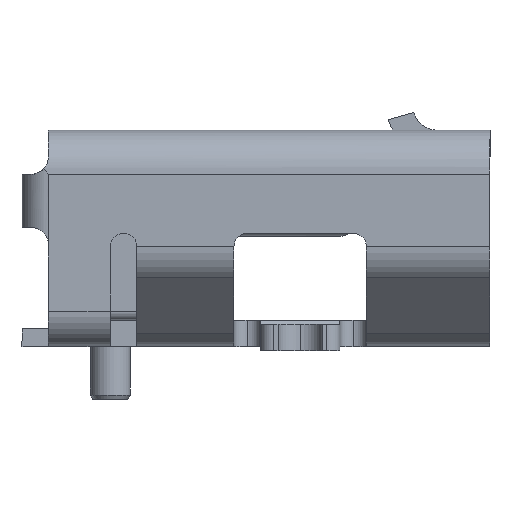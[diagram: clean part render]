
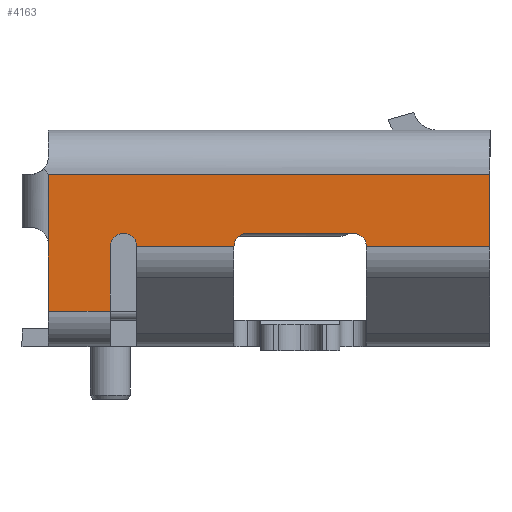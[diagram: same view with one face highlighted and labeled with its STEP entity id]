
A CAD part, left-side view. The second image highlights one B-rep face of the part: STEP entity #4163.
In plain terms, the highlighted planar face has unit normal (-1, 0, 0).
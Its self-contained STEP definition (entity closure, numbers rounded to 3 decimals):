
#242 = VECTOR ( 'NONE', #27104, 1000. ) ;
#248 = LINE ( 'NONE', #21545, #19367 ) ;
#453 = VERTEX_POINT ( 'NONE', #13934 ) ;
#1214 = CIRCLE ( 'NONE', #14040, 0.15 ) ;
#1327 = EDGE_CURVE ( 'NONE', #17117, #19808, #23132, .T. ) ;
#1479 = LINE ( 'NONE', #3260, #17347 ) ;
#1564 = VECTOR ( 'NONE', #15016, 1000. ) ;
#1970 = AXIS2_PLACEMENT_3D ( 'NONE', #16978, #2592, #19319 ) ;
#2109 = CARTESIAN_POINT ( 'NONE',  ( -3.75, 1.5, -0.092 ) ) ;
#2303 = ORIENTED_EDGE ( 'NONE', *, *, #1327, .T. ) ;
#2409 = ORIENTED_EDGE ( 'NONE', *, *, #8644, .T. ) ;
#2592 = DIRECTION ( 'NONE',  ( 1., 0., 0. ) ) ;
#2600 = DIRECTION ( 'NONE',  ( 0., 0., -1. ) ) ;
#2861 = VERTEX_POINT ( 'NONE', #20343 ) ;
#3256 = ORIENTED_EDGE ( 'NONE', *, *, #7950, .T. ) ;
#3260 = CARTESIAN_POINT ( 'NONE',  ( -3.75, 2.5, 0.125 ) ) ;
#3686 = EDGE_CURVE ( 'NONE', #7920, #11290, #12905, .T. ) ;
#4163 = ADVANCED_FACE ( 'NONE', ( #10351 ), #22738, .F. ) ;
#4320 = CARTESIAN_POINT ( 'NONE',  ( -3.75, -0.257, -0.825 ) ) ;
#4924 = VECTOR ( 'NONE', #24647, 1000. ) ;
#5285 = VERTEX_POINT ( 'NONE', #7526 ) ;
#5325 = CARTESIAN_POINT ( 'NONE',  ( -3.75, 0.4, 0.058 ) ) ;
#5558 = EDGE_LOOP ( 'NONE', ( #3256, #25126, #14560, #22734, #27232, #12856, #21287, #17279, #2303, #2409, #15241, #23797, #13691 ) ) ;
#6476 = CARTESIAN_POINT ( 'NONE',  ( -3.75, -1.1, -0.092 ) ) ;
#6540 = LINE ( 'NONE', #4320, #11769 ) ;
#6992 = AXIS2_PLACEMENT_3D ( 'NONE', #9729, #21883, #11402 ) ;
#7468 = VECTOR ( 'NONE', #19049, 1000. ) ;
#7526 = CARTESIAN_POINT ( 'NONE',  ( -3.75, 1.8, -0.825 ) ) ;
#7548 = EDGE_CURVE ( 'NONE', #2861, #453, #1479, .T. ) ;
#7920 = VERTEX_POINT ( 'NONE', #13043 ) ;
#7950 = EDGE_CURVE ( 'NONE', #14797, #2861, #25980, .T. ) ;
#7998 = VERTEX_POINT ( 'NONE', #13447 ) ;
#8312 = CIRCLE ( 'NONE', #6992, 0.15 ) ;
#8571 = AXIS2_PLACEMENT_3D ( 'NONE', #19674, #15412, #19817 ) ;
#8578 = CARTESIAN_POINT ( 'NONE',  ( -3.75, -0.95, -0.092 ) ) ;
#8644 = EDGE_CURVE ( 'NONE', #19808, #20674, #14060, .T. ) ;
#9386 = CARTESIAN_POINT ( 'NONE',  ( -3.75, -0.95, 0.058 ) ) ;
#9653 = EDGE_CURVE ( 'NONE', #20674, #11290, #23005, .T. ) ;
#9729 = CARTESIAN_POINT ( 'NONE',  ( -3.75, 1.65, -0.092 ) ) ;
#9941 = CARTESIAN_POINT ( 'NONE',  ( -3.75, 1.65, 0.058 ) ) ;
#10351 = FACE_OUTER_BOUND ( 'NONE', #5558, .T. ) ;
#10468 = EDGE_CURVE ( 'NONE', #17117, #12425, #12353, .T. ) ;
#11290 = VERTEX_POINT ( 'NONE', #6476 ) ;
#11402 = DIRECTION ( 'NONE',  ( 0., 1., 0. ) ) ;
#11406 = EDGE_CURVE ( 'NONE', #15555, #12425, #8312, .T. ) ;
#11664 = VECTOR ( 'NONE', #21992, 1000. ) ;
#11769 = VECTOR ( 'NONE', #27115, 1000. ) ;
#12353 = LINE ( 'NONE', #14408, #242 ) ;
#12425 = VERTEX_POINT ( 'NONE', #2109 ) ;
#12856 = ORIENTED_EDGE ( 'NONE', *, *, #17724, .T. ) ;
#12905 = LINE ( 'NONE', #21176, #20398 ) ;
#13043 = CARTESIAN_POINT ( 'NONE',  ( -3.75, -2.5, -0.092 ) ) ;
#13447 = CARTESIAN_POINT ( 'NONE',  ( -3.75, 1.8, -0.092 ) ) ;
#13691 = ORIENTED_EDGE ( 'NONE', *, *, #20508, .F. ) ;
#13934 = CARTESIAN_POINT ( 'NONE',  ( -3.75, 2.5, -0.075 ) ) ;
#14040 = AXIS2_PLACEMENT_3D ( 'NONE', #26172, #24771, #20772 ) ;
#14060 = LINE ( 'NONE', #5325, #4924 ) ;
#14408 = CARTESIAN_POINT ( 'NONE',  ( -3.75, -2.5, -0.092 ) ) ;
#14560 = ORIENTED_EDGE ( 'NONE', *, *, #20566, .T. ) ;
#14746 = CARTESIAN_POINT ( 'NONE',  ( -3.75, 1.8, 0.058 ) ) ;
#14797 = VERTEX_POINT ( 'NONE', #18763 ) ;
#15016 = DIRECTION ( 'NONE',  ( 0., 0., -1. ) ) ;
#15241 = ORIENTED_EDGE ( 'NONE', *, *, #9653, .T. ) ;
#15412 = DIRECTION ( 'NONE',  ( 1., 0., 0. ) ) ;
#15555 = VERTEX_POINT ( 'NONE', #9941 ) ;
#16383 = CARTESIAN_POINT ( 'NONE',  ( -3.75, 0.25, 0.058 ) ) ;
#16845 = DIRECTION ( 'NONE',  ( 0., 1., 0. ) ) ;
#16851 = LINE ( 'NONE', #25246, #7468 ) ;
#16978 = CARTESIAN_POINT ( 'NONE',  ( -3.75, 0.25, -0.092 ) ) ;
#17117 = VERTEX_POINT ( 'NONE', #18970 ) ;
#17279 = ORIENTED_EDGE ( 'NONE', *, *, #10468, .F. ) ;
#17347 = VECTOR ( 'NONE', #26894, 1000. ) ;
#17724 = EDGE_CURVE ( 'NONE', #7998, #15555, #1214, .T. ) ;
#18763 = CARTESIAN_POINT ( 'NONE',  ( -3.75, -2.5, 0.725 ) ) ;
#18970 = CARTESIAN_POINT ( 'NONE',  ( -3.75, 0.4, -0.092 ) ) ;
#19049 = DIRECTION ( 'NONE',  ( 0., 0., -1. ) ) ;
#19319 = DIRECTION ( 'NONE',  ( 0., 1., 0. ) ) ;
#19322 = DIRECTION ( 'NONE',  ( 1., 0., 0. ) ) ;
#19367 = VECTOR ( 'NONE', #2600, 1000. ) ;
#19674 = CARTESIAN_POINT ( 'NONE',  ( -3.75, -2.5, -0.092 ) ) ;
#19787 = CARTESIAN_POINT ( 'NONE',  ( -3.75, -2.5, 0.725 ) ) ;
#19808 = VERTEX_POINT ( 'NONE', #16383 ) ;
#19817 = DIRECTION ( 'NONE',  ( 0., 1., 0. ) ) ;
#20343 = CARTESIAN_POINT ( 'NONE',  ( -3.75, 2.5, 0.725 ) ) ;
#20398 = VECTOR ( 'NONE', #25161, 1000. ) ;
#20508 = EDGE_CURVE ( 'NONE', #14797, #7920, #248, .T. ) ;
#20566 = EDGE_CURVE ( 'NONE', #453, #26229, #16851, .T. ) ;
#20674 = VERTEX_POINT ( 'NONE', #9386 ) ;
#20772 = DIRECTION ( 'NONE',  ( 0., 1., 0. ) ) ;
#21176 = CARTESIAN_POINT ( 'NONE',  ( -3.75, -2.5, -0.092 ) ) ;
#21287 = ORIENTED_EDGE ( 'NONE', *, *, #11406, .T. ) ;
#21545 = CARTESIAN_POINT ( 'NONE',  ( -3.75, -2.5, -0.092 ) ) ;
#21883 = DIRECTION ( 'NONE',  ( 1., 0., 0. ) ) ;
#21992 = DIRECTION ( 'NONE',  ( 0., 1., 0. ) ) ;
#22156 = AXIS2_PLACEMENT_3D ( 'NONE', #8578, #19322, #16845 ) ;
#22734 = ORIENTED_EDGE ( 'NONE', *, *, #26670, .F. ) ;
#22738 = PLANE ( 'NONE',  #8571 ) ;
#23005 = CIRCLE ( 'NONE', #22156, 0.15 ) ;
#23132 = CIRCLE ( 'NONE', #1970, 0.15 ) ;
#23797 = ORIENTED_EDGE ( 'NONE', *, *, #3686, .F. ) ;
#24647 = DIRECTION ( 'NONE',  ( 0., -1., 0. ) ) ;
#24771 = DIRECTION ( 'NONE',  ( 1., 0., 0. ) ) ;
#25083 = LINE ( 'NONE', #14746, #1564 ) ;
#25126 = ORIENTED_EDGE ( 'NONE', *, *, #7548, .T. ) ;
#25145 = EDGE_CURVE ( 'NONE', #7998, #5285, #25083, .T. ) ;
#25161 = DIRECTION ( 'NONE',  ( 0., 1., 0. ) ) ;
#25246 = CARTESIAN_POINT ( 'NONE',  ( -3.75, 2.5, -0.092 ) ) ;
#25980 = LINE ( 'NONE', #19787, #11664 ) ;
#26172 = CARTESIAN_POINT ( 'NONE',  ( -3.75, 1.65, -0.092 ) ) ;
#26229 = VERTEX_POINT ( 'NONE', #26717 ) ;
#26670 = EDGE_CURVE ( 'NONE', #5285, #26229, #6540, .T. ) ;
#26717 = CARTESIAN_POINT ( 'NONE',  ( -3.75, 2.5, -0.825 ) ) ;
#26894 = DIRECTION ( 'NONE',  ( 0., 0., -1. ) ) ;
#27104 = DIRECTION ( 'NONE',  ( 0., 1., 0. ) ) ;
#27115 = DIRECTION ( 'NONE',  ( 0., 1., 0. ) ) ;
#27232 = ORIENTED_EDGE ( 'NONE', *, *, #25145, .F. ) ;
